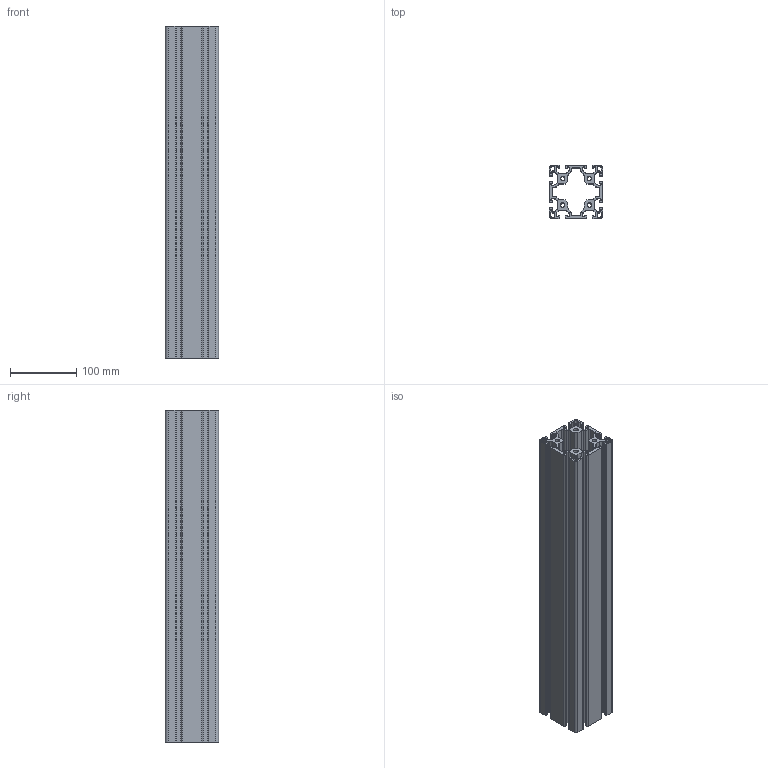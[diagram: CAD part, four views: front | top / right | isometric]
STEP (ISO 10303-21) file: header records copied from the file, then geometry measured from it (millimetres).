
FILE_DESCRIPTION (( 'STEP AP203' ), '1' );
FILE_NAME ('8 80X80.STEP', '2012-06-04T08:58:02', ( 'alle' ), ( 'Hewlett-Packard Company' ), 'SwSTEP 2.0', 'SolidWorks 2011', '' );
FILE_SCHEMA (( 'CONFIG_CONTROL_DESIGN' ));
Length unit declared in the file: millimetre
Products named in the file (1): M ATP I8 8080L
Bounding box: 80 x 80 x 500 mm (x, y, z)
Volume: 989662.8 mm3; surface area: 563692.6 mm2
Topology: 1 solids, 1 shells, 322 faces, 960 edges, 640 vertices
Faces by surface type: cylinder 172, plane 150
Entity records: 11041 total; most frequent: DIRECTION 1950, CARTESIAN_POINT 1923, ORIENTED_EDGE 1920, EDGE_CURVE 960, AXIS2_PLACEMENT_3D 667, VERTEX_POINT 640, VECTOR 616, LINE 616
